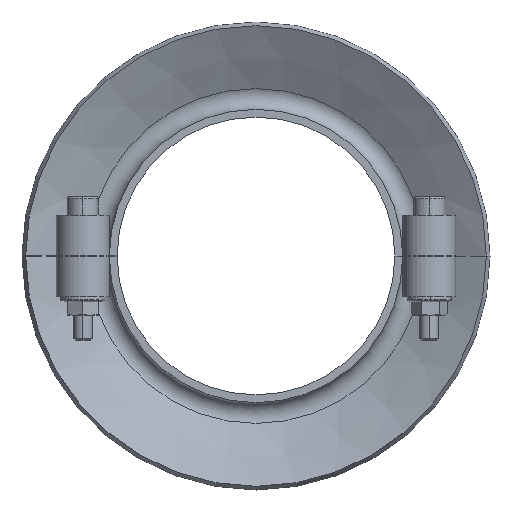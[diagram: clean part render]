
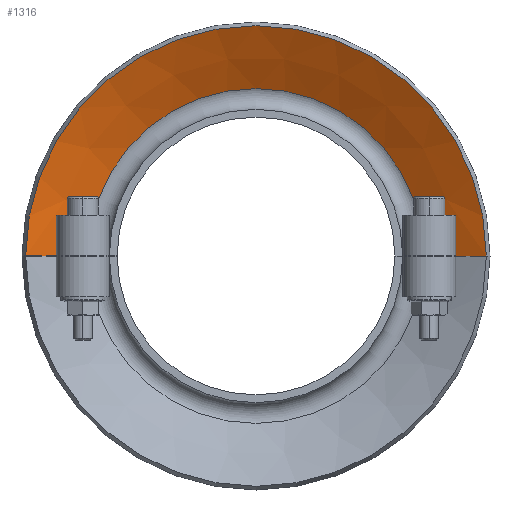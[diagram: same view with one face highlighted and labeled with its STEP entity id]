
A CAD part, left-side view. The second image highlights one B-rep face of the part: STEP entity #1316.
In plain terms, the highlighted conical face has half-angle 61.48 degrees and reference radius 73.806 mm.
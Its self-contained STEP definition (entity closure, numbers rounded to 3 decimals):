
#502 = CARTESIAN_POINT ( 'NONE',  ( 0., 0., 0. ) ) ;
#599 = CIRCLE ( 'NONE', #4089, 73.806 ) ;
#624 = EDGE_LOOP ( 'NONE', ( #655, #3109, #939, #4055 ) ) ;
#655 = ORIENTED_EDGE ( 'NONE', *, *, #892, .F. ) ;
#672 = FACE_OUTER_BOUND ( 'NONE', #624, .T. ) ;
#892 = EDGE_CURVE ( 'NONE', #5871, #3356, #7513, .T. ) ;
#939 = ORIENTED_EDGE ( 'NONE', *, *, #2823, .T. ) ;
#1255 = LINE ( 'NONE', #1289, #3780 ) ;
#1289 = CARTESIAN_POINT ( 'NONE',  ( 10.954, 53.649, 0. ) ) ;
#1316 = ADVANCED_FACE ( 'NONE', ( #672 ), #6618, .F. ) ;
#1335 = DIRECTION ( 'NONE',  ( 0., -1., 0. ) ) ;
#1849 = DIRECTION ( 'NONE',  ( 0.477, -0.879, 0. ) ) ;
#1938 = DIRECTION ( 'NONE',  ( -1., 0., 0. ) ) ;
#2021 = VERTEX_POINT ( 'NONE', #6407 ) ;
#2550 = DIRECTION ( 'NONE',  ( -1., 0., 0. ) ) ;
#2823 = EDGE_CURVE ( 'NONE', #3443, #2021, #599, .T. ) ;
#2904 = DIRECTION ( 'NONE',  ( 0., -1., 0. ) ) ;
#3109 = ORIENTED_EDGE ( 'NONE', *, *, #3336, .F. ) ;
#3336 = EDGE_CURVE ( 'NONE', #3443, #5871, #3632, .T. ) ;
#3356 = VERTEX_POINT ( 'NONE', #3553 ) ;
#3443 = VERTEX_POINT ( 'NONE', #4609 ) ;
#3553 = CARTESIAN_POINT ( 'NONE',  ( 10.954, 53.649, 0. ) ) ;
#3632 = LINE ( 'NONE', #5332, #3733 ) ;
#3733 = VECTOR ( 'NONE', #5413, 1000. ) ;
#3780 = VECTOR ( 'NONE', #1849, 1000. ) ;
#3870 = CARTESIAN_POINT ( 'NONE',  ( 0., 0., 0. ) ) ;
#4055 = ORIENTED_EDGE ( 'NONE', *, *, #6883, .T. ) ;
#4089 = AXIS2_PLACEMENT_3D ( 'NONE', #502, #4239, #2904 ) ;
#4239 = DIRECTION ( 'NONE',  ( -1., 0., 0. ) ) ;
#4369 = CARTESIAN_POINT ( 'NONE',  ( 10.954, -53.649, 0. ) ) ;
#4609 = CARTESIAN_POINT ( 'NONE',  ( 0., -73.806, 0. ) ) ;
#5103 = CARTESIAN_POINT ( 'NONE',  ( 10.954, 0., 0. ) ) ;
#5225 = AXIS2_PLACEMENT_3D ( 'NONE', #3870, #2550, #6166 ) ;
#5332 = CARTESIAN_POINT ( 'NONE',  ( 10.954, -53.649, 0. ) ) ;
#5413 = DIRECTION ( 'NONE',  ( 0.477, 0.879, 0. ) ) ;
#5871 = VERTEX_POINT ( 'NONE', #4369 ) ;
#6166 = DIRECTION ( 'NONE',  ( 0., -1., 0. ) ) ;
#6407 = CARTESIAN_POINT ( 'NONE',  ( 0., 73.806, 0. ) ) ;
#6618 = CONICAL_SURFACE ( 'NONE', #5225, 73.806, 1.073 ) ;
#6883 = EDGE_CURVE ( 'NONE', #2021, #3356, #1255, .T. ) ;
#7006 = AXIS2_PLACEMENT_3D ( 'NONE', #5103, #1938, #1335 ) ;
#7513 = CIRCLE ( 'NONE', #7006, 53.649 ) ;
